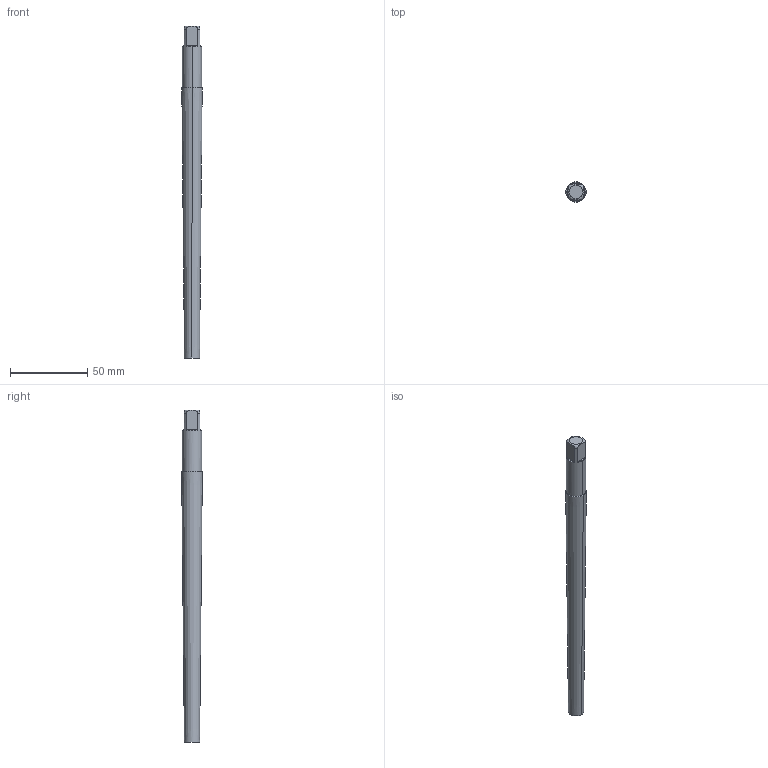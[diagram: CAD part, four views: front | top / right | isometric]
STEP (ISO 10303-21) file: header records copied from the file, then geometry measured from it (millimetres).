
FILE_DESCRIPTION((''),'2;1');
FILE_NAME('607516459-000-00-E43','2021-02-08T15:00:31',('steinhartd'),(''),'CREO PARAMETRIC BY PTC INC, 2019030','CREO PARAMETRIC BY PTC INC, 2019030','');
FILE_SCHEMA(('AP242_MANAGED_MODEL_BASED_3D_ENGINEERING_MIM_LF { 1 0 10303 442 1 1 4 }'));
Length unit declared in the file: millimetre
Products named in the file (1): 607516459-000-00-E43
Bounding box: 13.4 x 13.4 x 215 mm (x, y, z)
Volume: 23361.5 mm3; surface area: 8142.4 mm2
Topology: 1 solids, 1 shells, 23 faces, 58 edges, 38 vertices
Faces by surface type: plane 11, cylinder 6, cone 4, torus 2
Entity records: 1444 total; most frequent: CARTESIAN_POINT 487, DIRECTION 120, ORIENTED_EDGE 116, PRESENTATION_STYLE_ASSIGNMENT 64, STYLED_ITEM 62, CURVE_STYLE 61, EDGE_CURVE 58, AXIS2_PLACEMENT_3D 49
